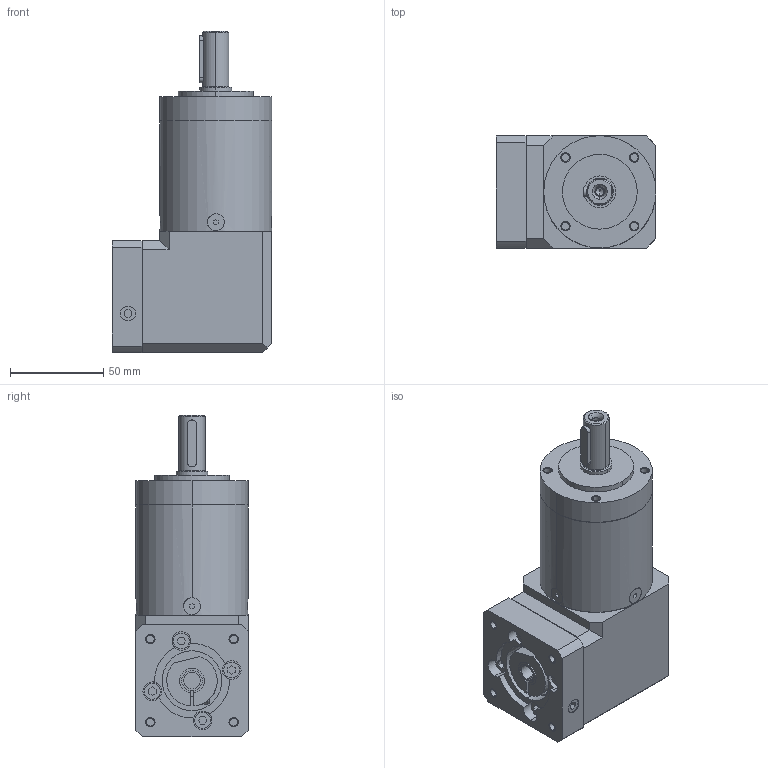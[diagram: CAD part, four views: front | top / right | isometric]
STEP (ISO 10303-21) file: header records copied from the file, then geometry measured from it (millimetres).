
FILE_DESCRIPTION((''),'2;1');
FILE_NAME('MB_WPLE_MASTER','2022-08-15T',('agw'),(''),'CREO PARAMETRIC BY PTC INC, 2018360','CREO PARAMETRIC BY PTC INC, 2018360','');
FILE_SCHEMA(('AUTOMOTIVE_DESIGN { 1 0 10303 214 1 1 1 1 }'));
Length unit declared in the file: millimetre
Products named in the file (1): MB_WPLE_MASTER
Bounding box: 85.5 x 60 x 172 mm (x, y, z)
Volume: 519081 mm3; surface area: 54384.6 mm2
Topology: 1 solids, 10 shells, 302 faces, 724 edges, 475 vertices
Faces by surface type: plane 172, cylinder 114, torus 10, cone 6
Entity records: 10344 total; most frequent: CARTESIAN_POINT 1692, DIRECTION 1578, ORIENTED_EDGE 1408, EDGE_CURVE 722, AXIS2_PLACEMENT_3D 564, VERTEX_POINT 475, VECTOR 450, LINE 450
